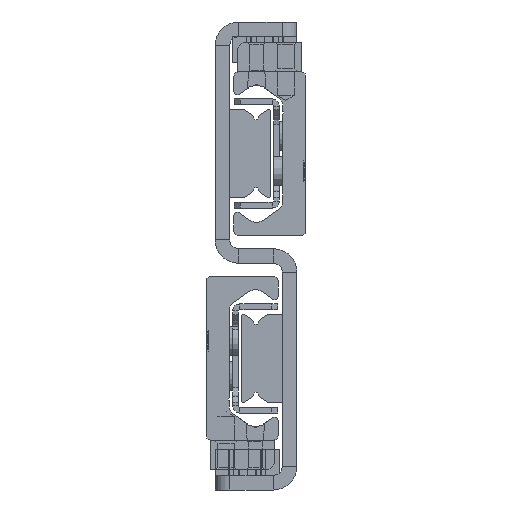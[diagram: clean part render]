
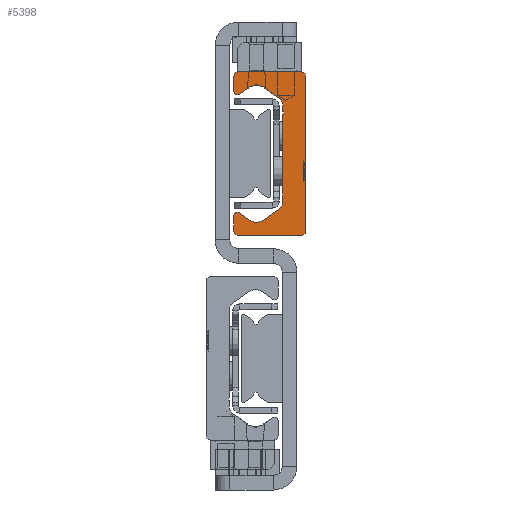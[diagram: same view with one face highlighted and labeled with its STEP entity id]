
A CAD part, left-side view. The second image highlights one B-rep face of the part: STEP entity #5398.
In plain terms, the highlighted planar face has unit normal (-1, 0, 0).
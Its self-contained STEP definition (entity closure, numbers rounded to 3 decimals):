
#4465=CARTESIAN_POINT('',(0.0,1.56,-9.512));
#4466=VERTEX_POINT('',#4465);
#4473=CARTESIAN_POINT('',(0.0,-1.123,-11.391));
#4474=VERTEX_POINT('',#4473);
#4475=CARTESIAN_POINT('',(0.0,1.56,-9.512));
#4476=DIRECTION('',(0.0,-0.819,-0.574));
#4477=VECTOR('',#4476,3.276);
#4478=LINE('',#4475,#4477);
#4479=EDGE_CURVE('',#4466,#4474,#4478,.T.);
#4529=CARTESIAN_POINT('',(0.0,-3.417,-11.391));
#4530=VERTEX_POINT('',#4529);
#4531=CARTESIAN_POINT('',(0.0,-2.27,-9.753));
#4532=DIRECTION('',(-1.0,0.0,0.0));
#4533=DIRECTION('',(0.0,0.574,0.819));
#4534=AXIS2_PLACEMENT_3D('',#4531,#4532,#4533);
#4535=CIRCLE('',#4534,2.);
#4536=EDGE_CURVE('',#4474,#4530,#4535,.T.);
#4619=CARTESIAN_POINT('',(0.0,5.4,-14.0));
#4620=VERTEX_POINT('',#4619);
#4627=CARTESIAN_POINT('',(0.0,6.15,-13.25));
#4628=VERTEX_POINT('',#4627);
#4629=CARTESIAN_POINT('',(0.0,5.4,-13.25));
#4630=DIRECTION('',(1.0,0.0,0.0));
#4631=DIRECTION('',(0.0,0.0,-1.0));
#4632=AXIS2_PLACEMENT_3D('',#4629,#4630,#4631);
#4633=CIRCLE('',#4632,0.75);
#4634=EDGE_CURVE('',#4620,#4628,#4633,.T.);
#4658=CARTESIAN_POINT('',(0.0,-5.4,-14.));
#4659=VERTEX_POINT('',#4658);
#4666=CARTESIAN_POINT('',(0.0,-5.4,-14.));
#4667=DIRECTION('',(0.0,1.0,0.0));
#4668=VECTOR('',#4667,10.8);
#4669=LINE('',#4666,#4668);
#4670=EDGE_CURVE('',#4659,#4620,#4669,.T.);
#4702=CARTESIAN_POINT('',(0.0,-6.15,-13.25));
#4703=VERTEX_POINT('',#4702);
#4710=CARTESIAN_POINT('',(0.0,-5.4,-13.25));
#4711=DIRECTION('',(1.0,0.0,0.0));
#4712=DIRECTION('',(0.0,-1.0,0.0));
#4713=AXIS2_PLACEMENT_3D('',#4710,#4711,#4712);
#4714=CIRCLE('',#4713,0.75);
#4715=EDGE_CURVE('',#4703,#4659,#4714,.T.);
#4734=CARTESIAN_POINT('',(0.0,-6.15,-10.63));
#4735=VERTEX_POINT('',#4734);
#4742=CARTESIAN_POINT('',(0.0,-6.15,-10.63));
#4743=DIRECTION('',(0.0,0.0,-1.0));
#4744=VECTOR('',#4743,2.62);
#4745=LINE('',#4742,#4744);
#4746=EDGE_CURVE('',#4735,#4703,#4745,.T.);
#4766=CARTESIAN_POINT('',(0.0,-5.206,-10.139));
#4767=VERTEX_POINT('',#4766);
#4774=CARTESIAN_POINT('',(0.0,-5.55,-10.63));
#4775=DIRECTION('',(1.0,0.0,0.0));
#4776=DIRECTION('',(0.0,0.574,0.819));
#4777=AXIS2_PLACEMENT_3D('',#4774,#4775,#4776);
#4778=CIRCLE('',#4777,0.6);
#4779=EDGE_CURVE('',#4767,#4735,#4778,.T.);
#4799=CARTESIAN_POINT('',(0.0,-3.417,-11.391));
#4800=DIRECTION('',(0.0,-0.819,0.574));
#4801=VECTOR('',#4800,2.184);
#4802=LINE('',#4799,#4801);
#4803=EDGE_CURVE('',#4530,#4767,#4802,.T.);
#4842=CARTESIAN_POINT('',(0.0,2.2,-8.283));
#4843=VERTEX_POINT('',#4842);
#4850=CARTESIAN_POINT('',(0.0,0.7,-8.283));
#4851=DIRECTION('',(-1.0,0.0,0.0));
#4852=DIRECTION('',(0.0,-0.574,0.819));
#4853=AXIS2_PLACEMENT_3D('',#4850,#4851,#4852);
#4854=CIRCLE('',#4853,1.5);
#4855=EDGE_CURVE('',#4843,#4466,#4854,.T.);
#4874=CARTESIAN_POINT('',(0.0,2.2,-7.25));
#4875=VERTEX_POINT('',#4874);
#4882=CARTESIAN_POINT('',(0.0,2.2,-7.25));
#4883=DIRECTION('',(0.0,0.0,-1.0));
#4884=VECTOR('',#4883,1.033);
#4885=LINE('',#4882,#4884);
#4886=EDGE_CURVE('',#4875,#4843,#4885,.T.);
#4906=CARTESIAN_POINT('',(0.0,2.2,-6.75));
#4907=VERTEX_POINT('',#4906);
#4914=CARTESIAN_POINT('',(0.0,2.2,-7.));
#4915=DIRECTION('',(-1.0,0.0,0.0));
#4916=DIRECTION('',(0.0,0.0,1.0));
#4917=AXIS2_PLACEMENT_3D('',#4914,#4915,#4916);
#4918=CIRCLE('',#4917,0.25);
#4919=EDGE_CURVE('',#4907,#4875,#4918,.T.);
#4938=CARTESIAN_POINT('',(0.0,2.2,8.283));
#4939=VERTEX_POINT('',#4938);
#4946=CARTESIAN_POINT('',(0.0,2.2,8.283));
#4947=DIRECTION('',(0.0,0.0,-1.0));
#4948=VECTOR('',#4947,15.033);
#4949=LINE('',#4946,#4948);
#4950=EDGE_CURVE('',#4939,#4907,#4949,.T.);
#5021=CARTESIAN_POINT('',(0.0,1.56,9.512));
#5022=VERTEX_POINT('',#5021);
#5029=CARTESIAN_POINT('',(0.0,0.7,8.283));
#5030=DIRECTION('',(-1.0,0.0,0.0));
#5031=DIRECTION('',(0.0,-1.0,0.0));
#5032=AXIS2_PLACEMENT_3D('',#5029,#5030,#5031);
#5033=CIRCLE('',#5032,1.5);
#5034=EDGE_CURVE('',#5022,#4939,#5033,.T.);
#5053=CARTESIAN_POINT('',(0.0,-1.123,11.391));
#5054=VERTEX_POINT('',#5053);
#5061=CARTESIAN_POINT('',(0.0,-1.123,11.391));
#5062=DIRECTION('',(0.0,0.819,-0.574));
#5063=VECTOR('',#5062,3.276);
#5064=LINE('',#5061,#5063);
#5065=EDGE_CURVE('',#5054,#5022,#5064,.T.);
#5085=CARTESIAN_POINT('',(0.0,-3.417,11.391));
#5086=VERTEX_POINT('',#5085);
#5093=CARTESIAN_POINT('',(0.0,-2.27,9.753));
#5094=DIRECTION('',(-1.0,0.0,0.0));
#5095=DIRECTION('',(0.0,-0.574,-0.819));
#5096=AXIS2_PLACEMENT_3D('',#5093,#5094,#5095);
#5097=CIRCLE('',#5096,2.);
#5098=EDGE_CURVE('',#5086,#5054,#5097,.T.);
#5117=CARTESIAN_POINT('',(0.0,-5.206,10.139));
#5118=VERTEX_POINT('',#5117);
#5125=CARTESIAN_POINT('',(0.0,-5.206,10.139));
#5126=DIRECTION('',(0.0,0.819,0.574));
#5127=VECTOR('',#5126,2.184);
#5128=LINE('',#5125,#5127);
#5129=EDGE_CURVE('',#5118,#5086,#5128,.T.);
#5149=CARTESIAN_POINT('',(0.0,-6.15,10.63));
#5150=VERTEX_POINT('',#5149);
#5157=CARTESIAN_POINT('',(0.0,-5.55,10.63));
#5158=DIRECTION('',(1.0,0.0,0.0));
#5159=DIRECTION('',(0.0,-1.0,0.0));
#5160=AXIS2_PLACEMENT_3D('',#5157,#5158,#5159);
#5161=CIRCLE('',#5160,0.6);
#5162=EDGE_CURVE('',#5150,#5118,#5161,.T.);
#5181=CARTESIAN_POINT('',(0.0,-6.15,13.25));
#5182=VERTEX_POINT('',#5181);
#5189=CARTESIAN_POINT('',(0.0,-6.15,13.25));
#5190=DIRECTION('',(0.0,0.0,-1.0));
#5191=VECTOR('',#5190,2.62);
#5192=LINE('',#5189,#5191);
#5193=EDGE_CURVE('',#5182,#5150,#5192,.T.);
#5213=CARTESIAN_POINT('',(0.0,-5.4,14.));
#5214=VERTEX_POINT('',#5213);
#5221=CARTESIAN_POINT('',(0.0,-5.4,13.25));
#5222=DIRECTION('',(1.0,0.0,0.0));
#5223=DIRECTION('',(0.0,0.0,1.0));
#5224=AXIS2_PLACEMENT_3D('',#5221,#5222,#5223);
#5225=CIRCLE('',#5224,0.75);
#5226=EDGE_CURVE('',#5214,#5182,#5225,.T.);
#5245=CARTESIAN_POINT('',(0.0,5.4,14.0));
#5246=VERTEX_POINT('',#5245);
#5253=CARTESIAN_POINT('',(0.0,5.4,14.0));
#5254=DIRECTION('',(0.0,-1.0,0.0));
#5255=VECTOR('',#5254,10.8);
#5256=LINE('',#5253,#5255);
#5257=EDGE_CURVE('',#5246,#5214,#5256,.T.);
#5277=CARTESIAN_POINT('',(0.0,6.15,13.25));
#5278=VERTEX_POINT('',#5277);
#5285=CARTESIAN_POINT('',(0.0,5.4,13.25));
#5286=DIRECTION('',(1.0,0.0,0.0));
#5287=DIRECTION('',(0.0,1.0,0.0));
#5288=AXIS2_PLACEMENT_3D('',#5285,#5286,#5287);
#5289=CIRCLE('',#5288,0.75);
#5290=EDGE_CURVE('',#5278,#5246,#5289,.T.);
#5308=CARTESIAN_POINT('',(0.0,6.15,-13.25));
#5309=DIRECTION('',(0.0,0.0,1.0));
#5310=VECTOR('',#5309,26.5);
#5311=LINE('',#5308,#5310);
#5312=EDGE_CURVE('',#4628,#5278,#5311,.T.);
#5369=CARTESIAN_POINT('',(0.0,1.352,-0.021));
#5370=DIRECTION('',(1.0,0.0,0.0));
#5371=DIRECTION('',(0.0,0.0,-1.0));
#5372=AXIS2_PLACEMENT_3D('',#5369,#5370,#5371);
#5373=PLANE('',#5372);
#5374=ORIENTED_EDGE('',*,*,#5312,.F.);
#5375=ORIENTED_EDGE('',*,*,#4634,.F.);
#5376=ORIENTED_EDGE('',*,*,#4670,.F.);
#5377=ORIENTED_EDGE('',*,*,#4715,.F.);
#5378=ORIENTED_EDGE('',*,*,#4746,.F.);
#5379=ORIENTED_EDGE('',*,*,#4779,.F.);
#5380=ORIENTED_EDGE('',*,*,#4803,.F.);
#5381=ORIENTED_EDGE('',*,*,#4536,.F.);
#5382=ORIENTED_EDGE('',*,*,#4479,.F.);
#5383=ORIENTED_EDGE('',*,*,#4855,.F.);
#5384=ORIENTED_EDGE('',*,*,#4886,.F.);
#5385=ORIENTED_EDGE('',*,*,#4919,.F.);
#5386=ORIENTED_EDGE('',*,*,#4950,.F.);
#5387=ORIENTED_EDGE('',*,*,#5034,.F.);
#5388=ORIENTED_EDGE('',*,*,#5065,.F.);
#5389=ORIENTED_EDGE('',*,*,#5098,.F.);
#5390=ORIENTED_EDGE('',*,*,#5129,.F.);
#5391=ORIENTED_EDGE('',*,*,#5162,.F.);
#5392=ORIENTED_EDGE('',*,*,#5193,.F.);
#5393=ORIENTED_EDGE('',*,*,#5226,.F.);
#5394=ORIENTED_EDGE('',*,*,#5257,.F.);
#5395=ORIENTED_EDGE('',*,*,#5290,.F.);
#5396=EDGE_LOOP('',(#5374,#5375,#5376,#5377,#5378,#5379,#5380,#5381,#5382,#5383,#5384,#5385,#5386,#5387,#5388,#5389,#5390,#5391,#5392,#5393,#5394,#5395));
#5397=FACE_OUTER_BOUND('',#5396,.T.);
#5398=ADVANCED_FACE('',(#5397),#5373,.F.);
